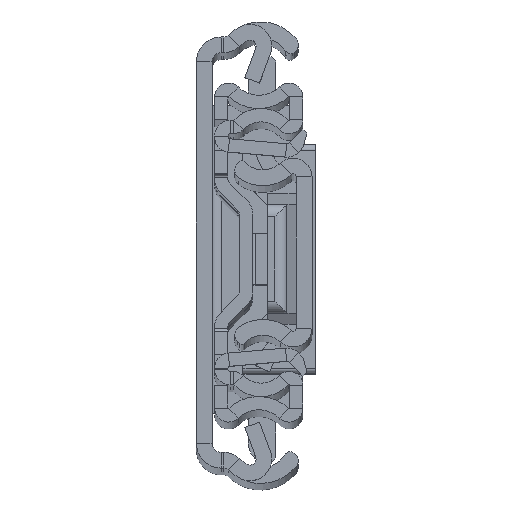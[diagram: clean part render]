
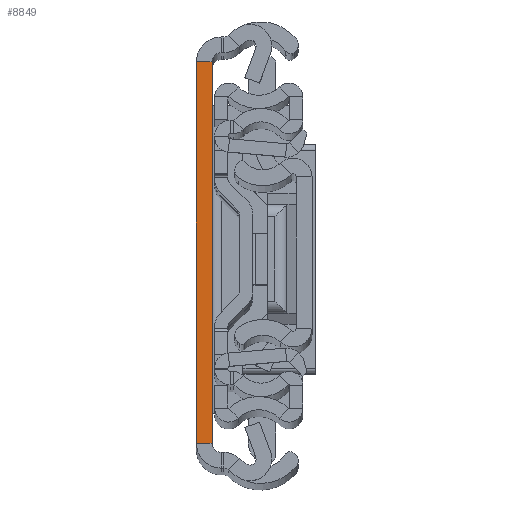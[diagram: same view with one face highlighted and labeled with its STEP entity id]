
A CAD part, top view. The second image highlights one B-rep face of the part: STEP entity #8849.
In plain terms, the highlighted planar face has unit normal (0, 0, 1).
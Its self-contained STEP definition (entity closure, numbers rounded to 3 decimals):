
#164 = VECTOR ( 'NONE', #4314, 1000. ) ;
#554 = VECTOR ( 'NONE', #4960, 1000. ) ;
#1123 = EDGE_CURVE ( 'NONE', #10294, #15846, #9438, .T. ) ;
#1167 = CARTESIAN_POINT ( 'NONE',  ( 2.6, -31.5, 0. ) ) ;
#1331 = ORIENTED_EDGE ( 'NONE', *, *, #4232, .T. ) ;
#1429 = AXIS2_PLACEMENT_3D ( 'NONE', #2605, #16191, #7982 ) ;
#2605 = CARTESIAN_POINT ( 'NONE',  ( 2.6, -31.5, 0. ) ) ;
#2687 = FACE_OUTER_BOUND ( 'NONE', #11090, .T. ) ;
#4232 = EDGE_CURVE ( 'NONE', #8233, #13580, #6068, .T. ) ;
#4314 = DIRECTION ( 'NONE',  ( 1., 0., 0. ) ) ;
#4960 = DIRECTION ( 'NONE',  ( 1., 0., 0. ) ) ;
#5037 = EDGE_CURVE ( 'NONE', #15846, #13580, #13810, .T. ) ;
#6068 = LINE ( 'NONE', #8943, #9889 ) ;
#6397 = VECTOR ( 'NONE', #10922, 1000. ) ;
#7050 = EDGE_CURVE ( 'NONE', #10294, #8233, #9148, .T. ) ;
#7982 = DIRECTION ( 'NONE',  ( 0., 1., 0. ) ) ;
#8233 = VERTEX_POINT ( 'NONE', #8626 ) ;
#8234 = PLANE ( 'NONE',  #1429 ) ;
#8626 = CARTESIAN_POINT ( 'NONE',  ( 2.6, -31.5, 0. ) ) ;
#8849 = ADVANCED_FACE ( 'NONE', ( #2687 ), #8234, .F. ) ;
#8943 = CARTESIAN_POINT ( 'NONE',  ( 2.6, -31.5, 0. ) ) ;
#9148 = LINE ( 'NONE', #1167, #554 ) ;
#9438 = LINE ( 'NONE', #16332, #6397 ) ;
#9718 = CARTESIAN_POINT ( 'NONE',  ( 2.6, 31.5, 0. ) ) ;
#9889 = VECTOR ( 'NONE', #11389, 1000. ) ;
#10294 = VERTEX_POINT ( 'NONE', #14456 ) ;
#10922 = DIRECTION ( 'NONE',  ( 0., 1., 0. ) ) ;
#11090 = EDGE_LOOP ( 'NONE', ( #11610, #15605, #12537, #1331 ) ) ;
#11389 = DIRECTION ( 'NONE',  ( 0., 1., 0. ) ) ;
#11610 = ORIENTED_EDGE ( 'NONE', *, *, #5037, .F. ) ;
#11983 = CARTESIAN_POINT ( 'NONE',  ( 0., 31.5, 0. ) ) ;
#12537 = ORIENTED_EDGE ( 'NONE', *, *, #7050, .T. ) ;
#13580 = VERTEX_POINT ( 'NONE', #16911 ) ;
#13810 = LINE ( 'NONE', #9718, #164 ) ;
#14456 = CARTESIAN_POINT ( 'NONE',  ( 0., -31.5, 0. ) ) ;
#15605 = ORIENTED_EDGE ( 'NONE', *, *, #1123, .F. ) ;
#15846 = VERTEX_POINT ( 'NONE', #11983 ) ;
#16191 = DIRECTION ( 'NONE',  ( 0., 0., -1. ) ) ;
#16332 = CARTESIAN_POINT ( 'NONE',  ( 0., -31.5, 0. ) ) ;
#16911 = CARTESIAN_POINT ( 'NONE',  ( 2.6, 31.5, 0. ) ) ;
